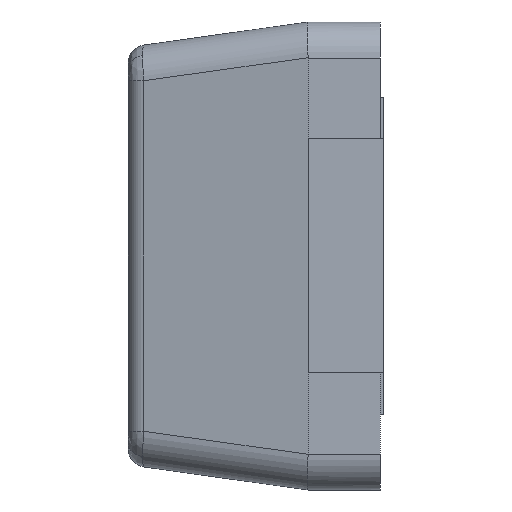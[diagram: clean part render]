
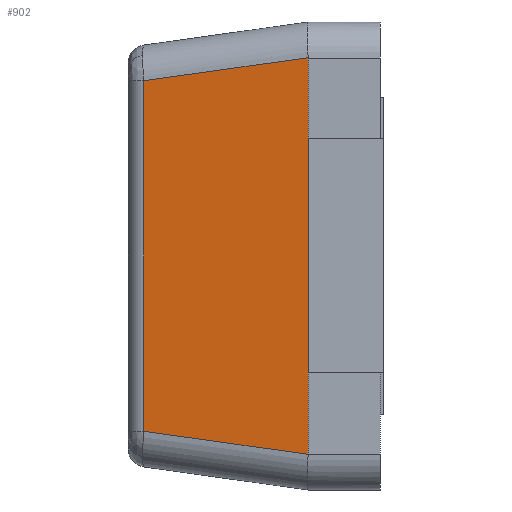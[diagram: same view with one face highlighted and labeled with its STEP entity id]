
A CAD part, left-side view. The second image highlights one B-rep face of the part: STEP entity #902.
In plain terms, the highlighted planar face has unit normal (-0.99, 0.139, 0).
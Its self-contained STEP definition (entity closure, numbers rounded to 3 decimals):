
#272 = ORIENTED_EDGE ( 'NONE', *, *, #2684, .T. ) ;
#338 = CARTESIAN_POINT ( 'NONE',  ( -1.1, 0., -0.55 ) ) ;
#366 = VECTOR ( 'NONE', #7363, 1000. ) ;
#560 = LINE ( 'NONE', #3010, #3798 ) ;
#902 = ADVANCED_FACE ( 'NONE', ( #6019 ), #5428, .T. ) ;
#1178 = CARTESIAN_POINT ( 'NONE',  ( -1.1, 0., 0.551 ) ) ;
#1341 = LINE ( 'NONE', #6227, #366 ) ;
#1972 = CARTESIAN_POINT ( 'NONE',  ( -1.1, 0., 0.55 ) ) ;
#2010 = VERTEX_POINT ( 'NONE', #3516 ) ;
#2025 = EDGE_LOOP ( 'NONE', ( #6572, #2278, #5768, #7826, #272, #2043 ) ) ;
#2043 = ORIENTED_EDGE ( 'NONE', *, *, #7036, .T. ) ;
#2258 = CARTESIAN_POINT ( 'NONE',  ( -1.1, 0., -0.65 ) ) ;
#2278 = ORIENTED_EDGE ( 'NONE', *, *, #7810, .T. ) ;
#2371 = DIRECTION ( 'NONE',  ( -0.99, 0.139, 0. ) ) ;
#2423 = VERTEX_POINT ( 'NONE', #1178 ) ;
#2684 = EDGE_CURVE ( 'NONE', #6999, #4130, #6398, .T. ) ;
#2828 = CARTESIAN_POINT ( 'NONE',  ( -1.1, 0., 0.551 ) ) ;
#3010 = CARTESIAN_POINT ( 'NONE',  ( -1.077, 0.162, 0.528 ) ) ;
#3117 = CARTESIAN_POINT ( 'NONE',  ( -1.1, 0., -0.55 ) ) ;
#3347 = EDGE_CURVE ( 'NONE', #2423, #3731, #560, .T. ) ;
#3516 = CARTESIAN_POINT ( 'NONE',  ( -1.1, 0., -0.551 ) ) ;
#3560 = LINE ( 'NONE', #7228, #6324 ) ;
#3687 = EDGE_CURVE ( 'NONE', #2010, #6999, #6815, .T. ) ;
#3731 = VERTEX_POINT ( 'NONE', #6557 ) ;
#3753 = CARTESIAN_POINT ( 'NONE',  ( -1.1, 0., -0.551 ) ) ;
#3798 = VECTOR ( 'NONE', #7353, 1000. ) ;
#3917 = VECTOR ( 'NONE', #5202, 1000. ) ;
#3985 = CARTESIAN_POINT ( 'NONE',  ( -1.1, 0., 0.55 ) ) ;
#4023 = CARTESIAN_POINT ( 'NONE',  ( -1.1, 0., 0.551 ) ) ;
#4130 = VERTEX_POINT ( 'NONE', #1972 ) ;
#4174 = DIRECTION ( 'NONE',  ( 0., 0., -1. ) ) ;
#4495 = VERTEX_POINT ( 'NONE', #5527 ) ;
#4508 = EDGE_CURVE ( 'NONE', #4495, #2010, #1341, .T. ) ;
#4796 = AXIS2_PLACEMENT_3D ( 'NONE', #7875, #2371, #4825 ) ;
#4825 = DIRECTION ( 'NONE',  ( -0.139, -0.99, 0. ) ) ;
#5202 = DIRECTION ( 'NONE',  ( 0., 0., 1. ) ) ;
#5428 = PLANE ( 'NONE',  #4796 ) ;
#5527 = CARTESIAN_POINT ( 'NONE',  ( -1.036, 0.457, -0.487 ) ) ;
#5768 = ORIENTED_EDGE ( 'NONE', *, *, #4508, .T. ) ;
#5878 = CARTESIAN_POINT ( 'NONE',  ( -1.1, 0., 0.55 ) ) ;
#6019 = FACE_OUTER_BOUND ( 'NONE', #2025, .T. ) ;
#6227 = CARTESIAN_POINT ( 'NONE',  ( -1.102, -0.013, -0.553 ) ) ;
#6324 = VECTOR ( 'NONE', #4174, 1000. ) ;
#6325 = CARTESIAN_POINT ( 'NONE',  ( -1.1, 0., -0.55 ) ) ;
#6398 = LINE ( 'NONE', #2258, #3917 ) ;
#6557 = CARTESIAN_POINT ( 'NONE',  ( -1.036, 0.457, 0.487 ) ) ;
#6572 = ORIENTED_EDGE ( 'NONE', *, *, #3347, .T. ) ;
#6815 =( BOUNDED_CURVE ( )  B_SPLINE_CURVE ( 3, ( #7469, #3753, #3117, #6325 ),
 .UNSPECIFIED., .F., .T. ) 
 B_SPLINE_CURVE_WITH_KNOTS ( ( 4, 4 ),
 ( 3.132, 3.142 ),
 .UNSPECIFIED. ) 
 CURVE ( )  GEOMETRIC_REPRESENTATION_ITEM ( )  RATIONAL_B_SPLINE_CURVE ( ( 1., 1., 1., 1. ) ) 
 REPRESENTATION_ITEM ( '' )  );
#6999 = VERTEX_POINT ( 'NONE', #338 ) ;
#7036 = EDGE_CURVE ( 'NONE', #4130, #2423, #7124, .T. ) ;
#7124 =( BOUNDED_CURVE ( )  B_SPLINE_CURVE ( 3, ( #3985, #5878, #2828, #4023 ),
 .UNSPECIFIED., .F., .T. ) 
 B_SPLINE_CURVE_WITH_KNOTS ( ( 4, 4 ),
 ( 3.142, 3.151 ),
 .UNSPECIFIED. ) 
 CURVE ( )  GEOMETRIC_REPRESENTATION_ITEM ( )  RATIONAL_B_SPLINE_CURVE ( ( 1., 1., 1., 1. ) ) 
 REPRESENTATION_ITEM ( '' )  );
#7228 = CARTESIAN_POINT ( 'NONE',  ( -1.036, 0.457, -0.481 ) ) ;
#7353 = DIRECTION ( 'NONE',  ( 0.138, 0.981, -0.138 ) ) ;
#7363 = DIRECTION ( 'NONE',  ( -0.138, -0.981, -0.138 ) ) ;
#7469 = CARTESIAN_POINT ( 'NONE',  ( -1.1, 0., -0.551 ) ) ;
#7810 = EDGE_CURVE ( 'NONE', #3731, #4495, #3560, .T. ) ;
#7826 = ORIENTED_EDGE ( 'NONE', *, *, #3687, .T. ) ;
#7875 = CARTESIAN_POINT ( 'NONE',  ( -1.1, 0., -0.65 ) ) ;
